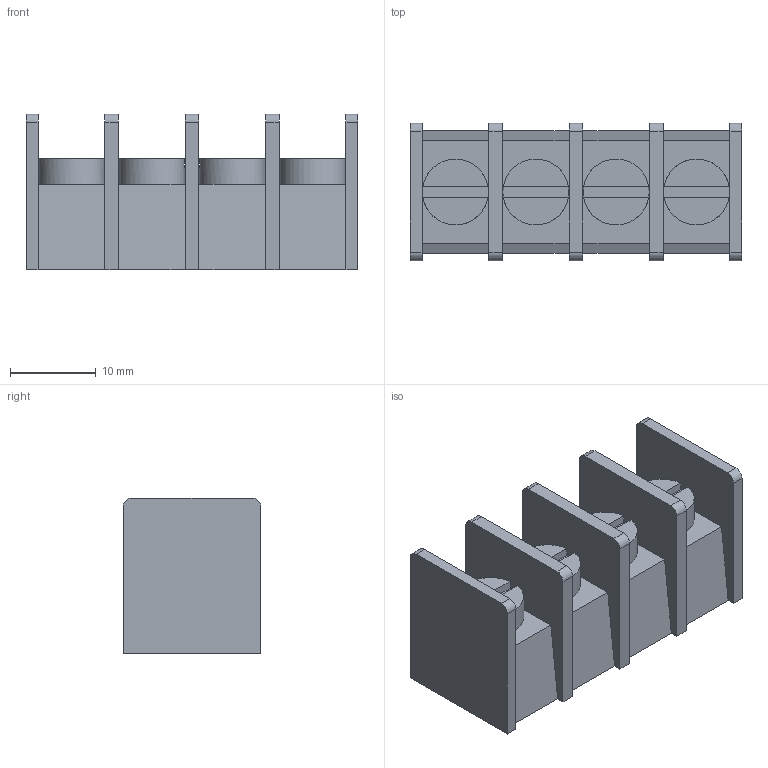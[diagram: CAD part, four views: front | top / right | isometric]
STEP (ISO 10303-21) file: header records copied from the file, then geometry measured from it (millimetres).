
FILE_DESCRIPTION( ( '' ), ' ' );
FILE_NAME( '5eaddb68589d09135b5309c6.step', '2020-05-02T20:43:20', ( '' ), ( '' ), ' ', ' ', ' ' );
FILE_SCHEMA( ( 'AUTOMOTIVE_DESIGN { 1 0 10303 214 1 1 1 1 }' ) );
Length unit declared in the file: metre
Products named in the file (5): Part 4; Part 5; Part 2; Part 3; Part 1
Bounding box: 38.8 x 16.1 x 18.2 mm (x, y, z)
Volume: 6867.5 mm3; surface area: 4550.1 mm2
Topology: 5 solids, 5 shells, 76 faces, 198 edges, 132 vertices
Faces by surface type: plane 62, cylinder 14
Full cylindrical faces by diameter (mm): 7.7 x4
Entity records: 2930 total; most frequent: CARTESIAN_POINT 399, DIRECTION 392, ORIENTED_EDGE 380, EDGE_CURVE 190, LINE 150, VECTOR 150, VERTEX_POINT 128, AXIS2_PLACEMENT_3D 121
